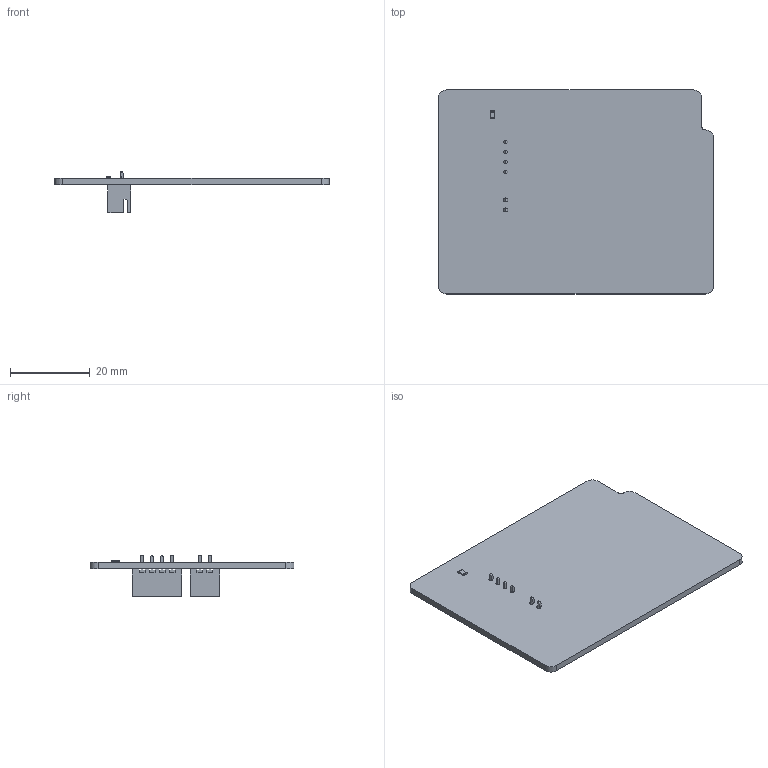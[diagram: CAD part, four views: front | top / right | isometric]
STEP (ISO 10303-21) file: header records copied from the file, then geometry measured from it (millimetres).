
FILE_DESCRIPTION(('KiCad electronic assembly'),'2;1');
FILE_NAME('pixel-battery-breakout.step','2023-02-07T16:02:15',( 'An Author'),('A Company'),'Open CASCADE STEP processor 7.5', 'KiCad to STEP converter','Unknown');
FILE_SCHEMA(('AUTOMOTIVE_DESIGN { 1 0 10303 214 1 1 1 1 }'));
Length unit declared in the file: millimetre
Products named in the file (8): Open CASCADE STEP translator 7.5 1; JST_XH_B2B-XH-A_1x02_P2.50mm_Vertical; SOLID; JST_XH_B4B-XH-A_1x04_P2.50mm_Vertical; R_0805_2012Metric; COMPOUND
Assembly tree (7 placements, depth 3):
  Open CASCADE STEP translator 7.5 1
    JST_XH_B2B-XH-A_1x02_P2.50mm_Vertical
      SOLID
    JST_XH_B4B-XH-A_1x04_P2.50mm_Vertical
      SOLID
    R_0805_2012Metric
      SOLID
    COMPOUND
Bounding box: 68.75 x 51 x 10.4 mm (x, y, z)
Volume: 5952.7 mm3; surface area: 8379.8 mm2
Topology: 4 solids, 4 shells, 275 faces, 725 edges, 470 vertices
Faces by surface type: plane 247, cylinder 28
Full cylindrical faces by diameter (mm): 0.95 x4, 1 x2
Entity records: 19749 total; most frequent: CARTESIAN_POINT 3000, DIRECTION 2785, LINE 2063, VECTOR 2063, ORIENTED_EDGE 1450, PCURVE 1450, DEFINITIONAL_REPRESENTATION 1450, EDGE_CURVE 725
